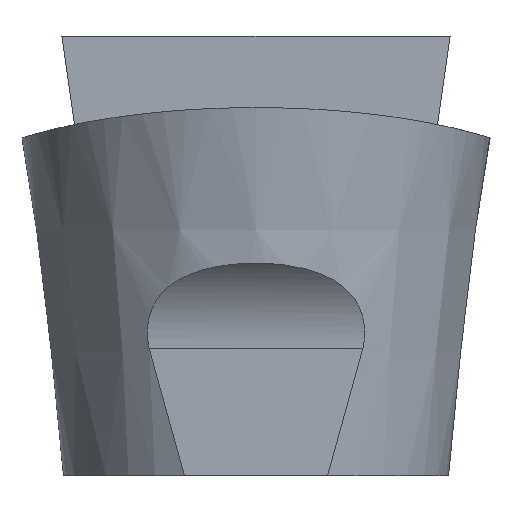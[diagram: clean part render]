
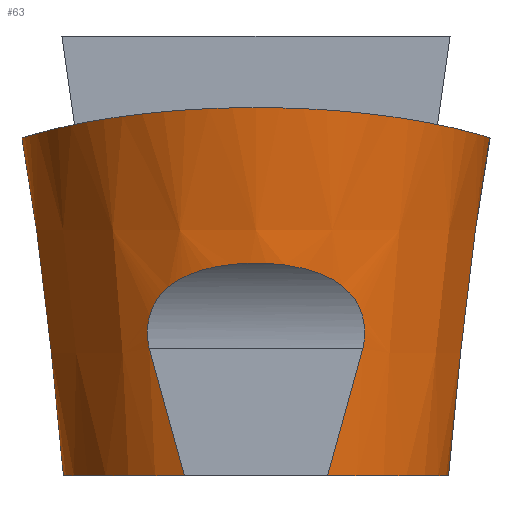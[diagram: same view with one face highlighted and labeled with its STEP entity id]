
A CAD part, front view. The second image highlights one B-rep face of the part: STEP entity #63.
In plain terms, the highlighted conical face has half-angle 7 degrees and reference radius 3.175 mm.
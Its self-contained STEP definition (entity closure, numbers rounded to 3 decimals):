
#39=CONICAL_SURFACE('',#448,3.175,7.);
#41=CIRCLE('',#446,2.612);
#42=CIRCLE('',#447,2.612);
#45=B_SPLINE_CURVE_WITH_KNOTS('',3,(#684,#685,#686,#687,#688,#689,#690,
#691,#692,#693,#694,#695,#696,#697,#698,#699,#700,#701,#702,#703,#704,#705,
#706,#707,#708,#709,#710,#711,#712,#713,#714),.UNSPECIFIED.,.F.,.F.,(4,
3,3,3,3,3,3,3,3,3,4),(0.,0.099,0.199,0.3,
0.402,0.501,0.597,0.694,
0.792,0.894,1.),.UNSPECIFIED.);
#46=B_SPLINE_CURVE_WITH_KNOTS('',3,(#719,#720,#721,#722),.UNSPECIFIED.,
 .F.,.F.,(4,4),(0.,1.),.UNSPECIFIED.);
#47=B_SPLINE_CURVE_WITH_KNOTS('',3,(#724,#725,#726,#727,#728,#729,#730,
#731,#732,#733,#734,#735,#736,#737,#738,#739,#740,#741,#742,#743,#744,#745,
#746,#747,#748,#749,#750,#751,#752,#753,#754,#755,#756,#757,#758,#759,#760),
 .UNSPECIFIED.,.F.,.F.,(4,3,3,3,3,3,3,3,3,3,3,3,4),(0.,0.061,
0.122,0.18,0.26,0.37,
0.517,0.665,0.761,0.835,
0.896,0.958,1.),.UNSPECIFIED.);
#48=B_SPLINE_CURVE_WITH_KNOTS('',3,(#762,#763,#764,#765),.UNSPECIFIED.,
 .F.,.F.,(4,4),(0.,1.),.UNSPECIFIED.);
#55=ELLIPSE('',#444,3.176,3.174);
#56=ELLIPSE('',#445,3.176,3.174);
#63=ADVANCED_FACE('SIDE_FP_AN_SU1',(#97),#39,.T.);
#97=FACE_OUTER_BOUND('',#117,.T.);
#117=EDGE_LOOP('',(#153,#154,#155,#156,#157,#158,#159,#160,#161,#162));
#153=ORIENTED_EDGE('',*,*,#293,.T.);
#154=ORIENTED_EDGE('',*,*,#295,.T.);
#155=ORIENTED_EDGE('',*,*,#296,.T.);
#156=ORIENTED_EDGE('',*,*,#297,.T.);
#157=ORIENTED_EDGE('',*,*,#289,.F.);
#158=ORIENTED_EDGE('',*,*,#298,.F.);
#159=ORIENTED_EDGE('',*,*,#299,.T.);
#160=ORIENTED_EDGE('',*,*,#300,.T.);
#161=ORIENTED_EDGE('',*,*,#301,.T.);
#162=ORIENTED_EDGE('',*,*,#302,.F.);
#249=VERTEX_POINT('',#663);
#252=VERTEX_POINT('',#669);
#255=VERTEX_POINT('',#677);
#256=VERTEX_POINT('',#679);
#257=VERTEX_POINT('',#683);
#258=VERTEX_POINT('',#715);
#259=VERTEX_POINT('',#718);
#260=VERTEX_POINT('',#723);
#261=VERTEX_POINT('',#761);
#262=VERTEX_POINT('',#766);
#289=EDGE_CURVE('',#252,#249,#343,.T.);
#293=EDGE_CURVE('',#256,#255,#347,.T.);
#295=EDGE_CURVE('',#255,#257,#55,.T.);
#296=EDGE_CURVE('',#257,#258,#45,.T.);
#297=EDGE_CURVE('',#258,#249,#56,.T.);
#298=EDGE_CURVE('',#259,#252,#41,.T.);
#299=EDGE_CURVE('',#259,#260,#46,.T.);
#300=EDGE_CURVE('',#260,#261,#47,.T.);
#301=EDGE_CURVE('',#261,#262,#48,.T.);
#302=EDGE_CURVE('',#256,#262,#42,.T.);
#343=LINE('',#670,#381);
#347=LINE('',#678,#385);
#381=VECTOR('',#488,1.);
#385=VECTOR('',#494,1.);
#444=AXIS2_PLACEMENT_3D('',#682,#498,#499);
#445=AXIS2_PLACEMENT_3D('',#716,#500,#501);
#446=AXIS2_PLACEMENT_3D('',#717,#502,#503);
#447=AXIS2_PLACEMENT_3D('',#767,#504,#505);
#448=AXIS2_PLACEMENT_3D('',#768,#506,#507);
#488=DIRECTION('',(-0.106,0.061,0.993));
#494=DIRECTION('',(0.106,0.061,0.993));
#498=DIRECTION('',(0.,0.032,-0.999));
#499=DIRECTION('',(0.,0.999,0.032));
#500=DIRECTION('',(0.,0.032,-0.999));
#501=DIRECTION('',(0.,0.999,0.032));
#502=DIRECTION('',(0.,0.,-1.));
#503=DIRECTION('',(-1.,0.,0.));
#504=DIRECTION('',(0.,0.,-1.));
#505=DIRECTION('',(-1.,0.,0.));
#506=DIRECTION('',(0.,0.,1.));
#507=DIRECTION('',(1.,0.,0.));
#663=CARTESIAN_POINT('',(-2.754,-8.135,0.046));
#669=CARTESIAN_POINT('',(-2.262,-8.419,-4.584));
#670=CARTESIAN_POINT('',(-2.75,-8.138,0.));
#677=CARTESIAN_POINT('',(2.754,-8.135,0.046));
#678=CARTESIAN_POINT('',(2.75,-8.138,0.));
#679=CARTESIAN_POINT('',(2.262,-8.419,-4.584));
#682=CARTESIAN_POINT('',(0.,-9.713,-0.005));
#683=CARTESIAN_POINT('',(3.158,-9.391,0.005));
#684=CARTESIAN_POINT('',(3.158,-9.391,0.005));
#685=CARTESIAN_POINT('',(3.194,-9.744,-0.006));
#686=CARTESIAN_POINT('',(3.172,-10.108,0.002));
#687=CARTESIAN_POINT('',(3.093,-10.454,0.025));
#688=CARTESIAN_POINT('',(3.015,-10.799,0.049));
#689=CARTESIAN_POINT('',(2.879,-11.134,0.088));
#690=CARTESIAN_POINT('',(2.695,-11.434,0.132));
#691=CARTESIAN_POINT('',(2.507,-11.74,0.176));
#692=CARTESIAN_POINT('',(2.264,-12.018,0.225));
#693=CARTESIAN_POINT('',(1.985,-12.245,0.269));
#694=CARTESIAN_POINT('',(1.705,-12.472,0.312));
#695=CARTESIAN_POINT('',(1.381,-12.654,0.35));
#696=CARTESIAN_POINT('',(1.038,-12.774,0.375));
#697=CARTESIAN_POINT('',(0.706,-12.891,0.4));
#698=CARTESIAN_POINT('',(0.347,-12.951,0.413));
#699=CARTESIAN_POINT('',(-0.007,-12.951,0.413));
#700=CARTESIAN_POINT('',(-0.352,-12.95,0.413));
#701=CARTESIAN_POINT('',(-0.701,-12.891,0.4));
#702=CARTESIAN_POINT('',(-1.026,-12.778,0.376));
#703=CARTESIAN_POINT('',(-1.351,-12.666,0.352));
#704=CARTESIAN_POINT('',(-1.661,-12.498,0.317));
#705=CARTESIAN_POINT('',(-1.931,-12.288,0.277));
#706=CARTESIAN_POINT('',(-2.208,-12.073,0.236));
#707=CARTESIAN_POINT('',(-2.451,-11.809,0.188));
#708=CARTESIAN_POINT('',(-2.642,-11.517,0.144));
#709=CARTESIAN_POINT('',(-2.84,-11.216,0.099));
#710=CARTESIAN_POINT('',(-2.988,-10.877,0.057));
#711=CARTESIAN_POINT('',(-3.076,-10.526,0.03));
#712=CARTESIAN_POINT('',(-3.168,-10.159,0.003));
#713=CARTESIAN_POINT('',(-3.196,-9.768,-0.007));
#714=CARTESIAN_POINT('',(-3.158,-9.391,0.005));
#715=CARTESIAN_POINT('',(-3.158,-9.391,0.005));
#716=CARTESIAN_POINT('',(0.,-9.713,-0.005));
#717=CARTESIAN_POINT('',(0.,-9.725,-4.584));
#718=CARTESIAN_POINT('',(-0.971,-12.15,-4.584));
#719=CARTESIAN_POINT('',(-0.971,-12.15,-4.584));
#720=CARTESIAN_POINT('',(-1.159,-12.15,-4.014));
#721=CARTESIAN_POINT('',(-1.309,-12.15,-3.434));
#722=CARTESIAN_POINT('',(-1.449,-12.15,-2.851));
#723=CARTESIAN_POINT('',(-1.449,-12.15,-2.851));
#724=CARTESIAN_POINT('',(-1.449,-12.15,-2.851));
#725=CARTESIAN_POINT('',(-1.47,-12.15,-2.761));
#726=CARTESIAN_POINT('',(-1.479,-12.158,-2.668));
#727=CARTESIAN_POINT('',(-1.473,-12.175,-2.578));
#728=CARTESIAN_POINT('',(-1.466,-12.192,-2.488));
#729=CARTESIAN_POINT('',(-1.445,-12.217,-2.399));
#730=CARTESIAN_POINT('',(-1.411,-12.247,-2.319));
#731=CARTESIAN_POINT('',(-1.379,-12.276,-2.244));
#732=CARTESIAN_POINT('',(-1.335,-12.309,-2.175));
#733=CARTESIAN_POINT('',(-1.283,-12.343,-2.114));
#734=CARTESIAN_POINT('',(-1.21,-12.39,-2.031));
#735=CARTESIAN_POINT('',(-1.12,-12.439,-1.963));
#736=CARTESIAN_POINT('',(-1.022,-12.482,-1.909));
#737=CARTESIAN_POINT('',(-0.887,-12.542,-1.835));
#738=CARTESIAN_POINT('',(-0.733,-12.593,-1.785));
#739=CARTESIAN_POINT('',(-0.575,-12.629,-1.752));
#740=CARTESIAN_POINT('',(-0.366,-12.675,-1.709));
#741=CARTESIAN_POINT('',(-0.143,-12.697,-1.692));
#742=CARTESIAN_POINT('',(0.075,-12.691,-1.697));
#743=CARTESIAN_POINT('',(0.296,-12.684,-1.703));
#744=CARTESIAN_POINT('',(0.519,-12.65,-1.73));
#745=CARTESIAN_POINT('',(0.723,-12.59,-1.789));
#746=CARTESIAN_POINT('',(0.857,-12.552,-1.827));
#747=CARTESIAN_POINT('',(0.985,-12.502,-1.881));
#748=CARTESIAN_POINT('',(1.097,-12.447,-1.954));
#749=CARTESIAN_POINT('',(1.182,-12.406,-2.01));
#750=CARTESIAN_POINT('',(1.26,-12.36,-2.08));
#751=CARTESIAN_POINT('',(1.321,-12.317,-2.162));
#752=CARTESIAN_POINT('',(1.372,-12.282,-2.23));
#753=CARTESIAN_POINT('',(1.412,-12.248,-2.309));
#754=CARTESIAN_POINT('',(1.438,-12.221,-2.393));
#755=CARTESIAN_POINT('',(1.465,-12.194,-2.478));
#756=CARTESIAN_POINT('',(1.477,-12.174,-2.57));
#757=CARTESIAN_POINT('',(1.474,-12.162,-2.662));
#758=CARTESIAN_POINT('',(1.473,-12.154,-2.725));
#759=CARTESIAN_POINT('',(1.464,-12.15,-2.789));
#760=CARTESIAN_POINT('',(1.449,-12.15,-2.851));
#761=CARTESIAN_POINT('',(1.449,-12.15,-2.851));
#762=CARTESIAN_POINT('',(1.449,-12.15,-2.851));
#763=CARTESIAN_POINT('',(1.31,-12.15,-3.433));
#764=CARTESIAN_POINT('',(1.159,-12.15,-4.015));
#765=CARTESIAN_POINT('',(0.971,-12.15,-4.584));
#766=CARTESIAN_POINT('',(0.971,-12.15,-4.584));
#767=CARTESIAN_POINT('',(0.,-9.725,-4.584));
#768=CARTESIAN_POINT('',(0.,-9.725,0.));
